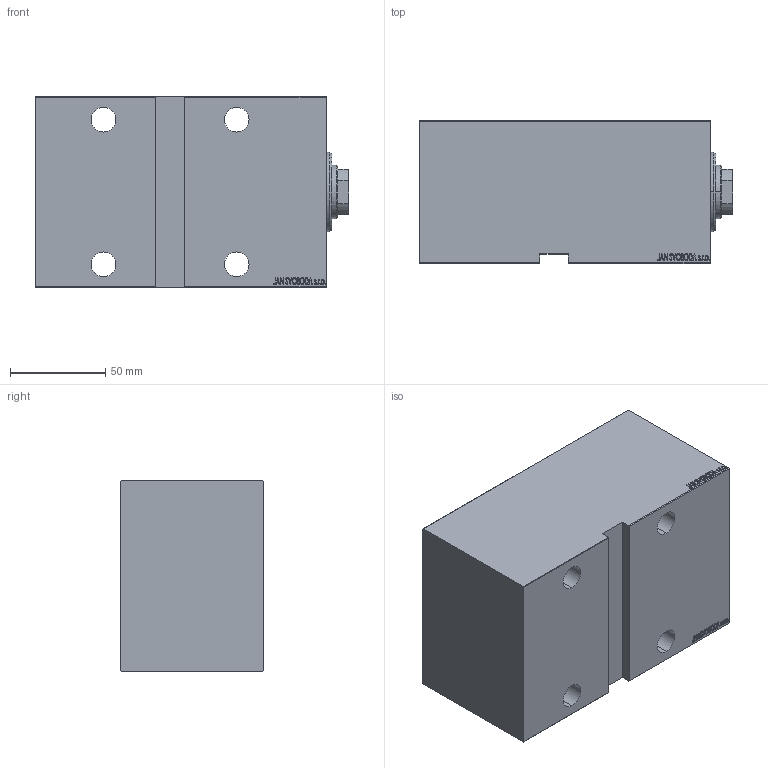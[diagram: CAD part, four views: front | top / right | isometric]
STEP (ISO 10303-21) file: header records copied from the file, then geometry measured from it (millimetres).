
FILE_DESCRIPTION (( 'STEP AP203' ), '1' );
FILE_NAME ('5d4c.STEP', '2024-02-12T13:52:51', ( '' ), ( '' ), 'SwSTEP 2.0', 'SolidWorks 2019', '' );
FILE_SCHEMA (( 'CONFIG_CONTROL_DESIGN' ));
Length unit declared in the file: millimetre
Products named in the file (4): V450CM_E_VCP d2496a385b9badee0c1b657b87a12607; V450CM_E_Body d2496a385b9badee0c1b657b87a12607; V450CM_VC_B d2496a385b9badee0c1b657b87a12607; 5d4c
Assembly tree (3 placements, depth 2):
  5d4c
    V450CM_E_Body d2496a385b9badee0c1b657b87a12607
    V450CM_E_VCP d2496a385b9badee0c1b657b87a12607
    V450CM_VC_B d2496a385b9badee0c1b657b87a12607
Bounding box: 165 x 75 x 100 mm (x, y, z)
Volume: 984716.3 mm3; surface area: 137831 mm2
Topology: 3 solids, 3 shells, 858 faces, 2202 edges, 1461 vertices
Faces by surface type: plane 412, bspline 380, cylinder 52, cone 14
Entity records: 43166 total; most frequent: CARTESIAN_POINT 24385, ORIENTED_EDGE 4400, DIRECTION 2520, EDGE_CURVE 2200, VERTEX_POINT 1461, LINE 1312, VECTOR 1312, EDGE_LOOP 981
